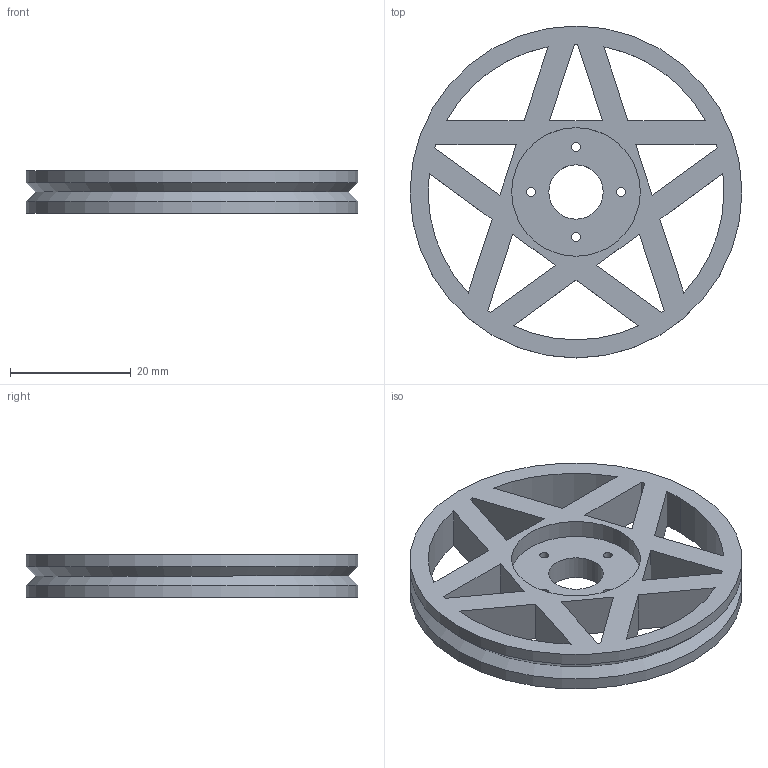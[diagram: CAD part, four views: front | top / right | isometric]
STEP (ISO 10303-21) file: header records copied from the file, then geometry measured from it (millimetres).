
FILE_DESCRIPTION(('FreeCAD Model'),'2;1');
FILE_NAME('Miniskybot-wheel-pentable-futaba3003.step','2014-09-09T11:47:42',('FreeCAD'),('FreeCAD'), 'Open CASCADE STEP processor 6.7','FreeCAD','Unknown');
FILE_SCHEMA(('AUTOMOTIVE_DESIGN_CC2 { 1 2 10303 214 -1 1 5 4 }'));
Length unit declared in the file: millimetre
Products named in the file (1): Miniskybot-wheel-pentacle-futaba3003-final
Bounding box: 55 x 55 x 7 mm (x, y, z)
Volume: 8941.5 mm3; surface area: 7613 mm2
Topology: 1 solids, 1 shells, 49 faces, 135 edges, 89 vertices
Faces by surface type: plane 28, cylinder 19, cone 2
Full cylindrical faces by diameter (mm): 1.5 x4, 9 x1, 21.3 x1, 55 x2
Entity records: 3366 total; most frequent: CARTESIAN_POINT 686, DIRECTION 462, ORIENTED_EDGE 270, PCURVE 270, DEFINITIONAL_REPRESENTATION 270, LINE 260, VECTOR 260, EDGE_CURVE 135
